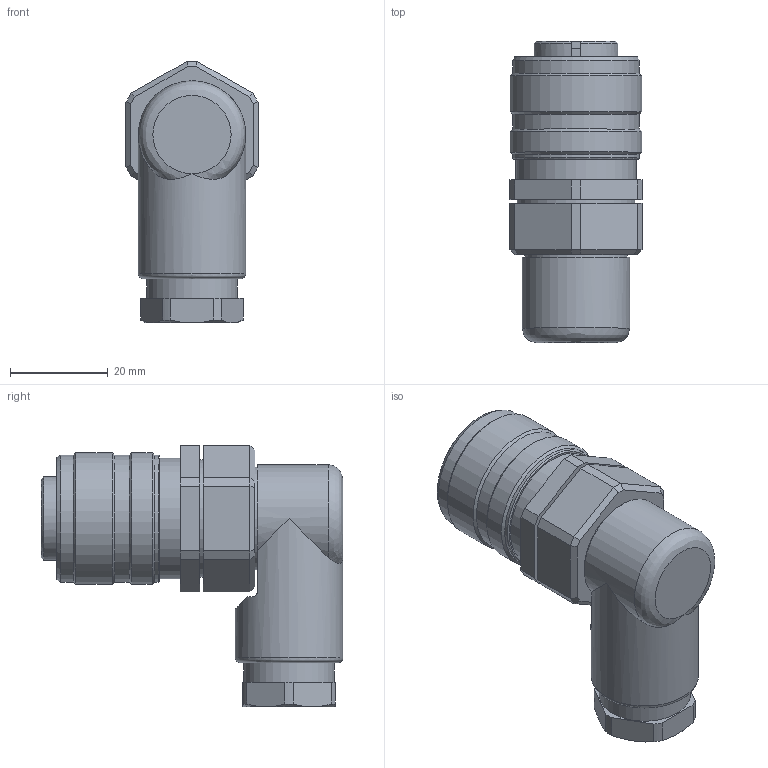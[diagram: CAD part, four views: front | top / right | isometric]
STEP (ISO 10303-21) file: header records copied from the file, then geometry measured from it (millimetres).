
FILE_DESCRIPTION(/* description */ (''),/* implementation_level */ '2;1');
FILE_NAME(/* name */ 'c015 10f006 001 1nxc001-01.stp',/* time_stamp */ '2019-06-07T14:30:16+02:00',/* author */ (''),/* organization */ (''),/* preprocessor_version */ 'ST-DEVELOPER v16.7',/* originating_system */ 'SIEMENS PLM Software NX 12.0',/* authorisation */ '');
FILE_SCHEMA (('AUTOMOTIVE_DESIGN { 1 0 10303 214 3 1 1 1 }'));
Length unit declared in the file: millimetre
Products named in the file (1): c015 10f006 001 1nxc001-01
Bounding box: 27 x 61.7 x 53.5 mm (x, y, z)
Volume: 38866.9 mm3; surface area: 10226.8 mm2
Topology: 1 solids, 1 shells, 131 faces, 303 edges, 195 vertices
Faces by surface type: plane 74, cylinder 32, cone 20, bspline 5
Full cylindrical faces by diameter (mm): 1.7 x7, 11.5 x1, 17.15 x1, 18.6 x1, 18.96 x1, 19.9 x1, 21 x2, 22 x1, 23 x1, 24 x1, 24.7 x1, 26 x3, 27 x2
Entity records: 3785 total; most frequent: CARTESIAN_POINT 880, DIRECTION 571, ORIENTED_EDGE 508, EDGE_CURVE 254, AXIS2_PLACEMENT_3D 215, EDGE_LOOP 192, VERTEX_POINT 186, LINE 141
